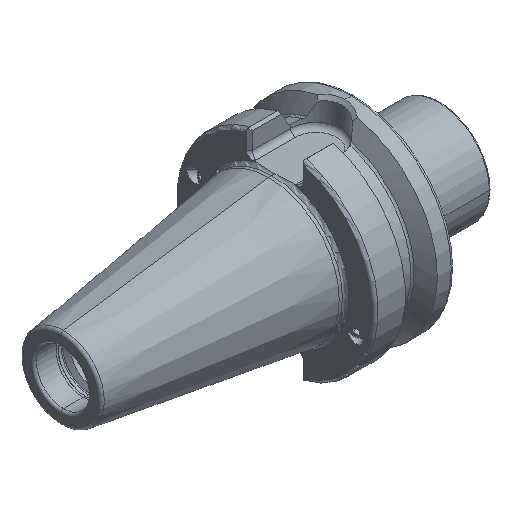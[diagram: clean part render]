
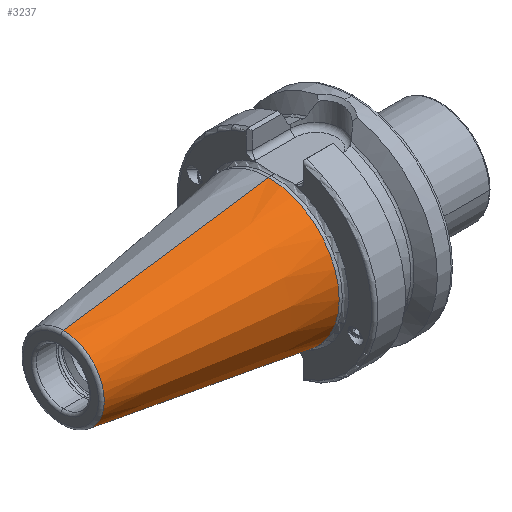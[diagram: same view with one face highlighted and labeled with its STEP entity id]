
A CAD part, isometric view. The second image highlights one B-rep face of the part: STEP entity #3237.
In plain terms, the highlighted conical face has half-angle 8.297 degrees and reference radius 22.225 mm.
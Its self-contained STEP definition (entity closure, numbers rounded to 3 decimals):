
#16 = DIRECTION ( 'NONE',  ( -1., 0., 0. ) ) ;
#56 = DIRECTION ( 'NONE',  ( 1., 0., 0. ) ) ;
#391 = VECTOR ( 'NONE', #4643, 1000. ) ;
#430 = VERTEX_POINT ( 'NONE', #5443 ) ;
#641 = VECTOR ( 'NONE', #4892, 1000. ) ;
#1190 = CARTESIAN_POINT ( 'NONE',  ( 0., 0., 22.225 ) ) ;
#1286 = EDGE_CURVE ( 'NONE', #3118, #5060, #1998, .T. ) ;
#1815 = CARTESIAN_POINT ( 'NONE',  ( 0., 0., -22.225 ) ) ;
#1998 = LINE ( 'NONE', #5106, #391 ) ;
#2065 = EDGE_CURVE ( 'NONE', #430, #3118, #2416, .T. ) ;
#2135 = EDGE_CURVE ( 'NONE', #430, #2645, #6659, .T. ) ;
#2416 = CIRCLE ( 'NONE', #3665, 12.812 ) ;
#2576 = DIRECTION ( 'NONE',  ( -1., 0., 0. ) ) ;
#2613 = ORIENTED_EDGE ( 'NONE', *, *, #2135, .T. ) ;
#2645 = VERTEX_POINT ( 'NONE', #1815 ) ;
#2912 = AXIS2_PLACEMENT_3D ( 'NONE', #5758, #2576, #6299 ) ;
#2923 = CIRCLE ( 'NONE', #2912, 22.225 ) ;
#2933 = ORIENTED_EDGE ( 'NONE', *, *, #1286, .F. ) ;
#3118 = VERTEX_POINT ( 'NONE', #6225 ) ;
#3202 = DIRECTION ( 'NONE',  ( 0., 0., -1. ) ) ;
#3227 = CARTESIAN_POINT ( 'NONE',  ( -64.544, 0., 0. ) ) ;
#3237 = ADVANCED_FACE ( 'NONE', ( #5270 ), #5100, .T. ) ;
#3571 = ORIENTED_EDGE ( 'NONE', *, *, #3722, .T. ) ;
#3665 = AXIS2_PLACEMENT_3D ( 'NONE', #3227, #16, #3754 ) ;
#3722 = EDGE_CURVE ( 'NONE', #2645, #5060, #2923, .T. ) ;
#3754 = DIRECTION ( 'NONE',  ( 0., 0., 1. ) ) ;
#4345 = CARTESIAN_POINT ( 'NONE',  ( 0., 0., -22.225 ) ) ;
#4643 = DIRECTION ( 'NONE',  ( 0.99, 0., 0.144 ) ) ;
#4892 = DIRECTION ( 'NONE',  ( 0.99, 0., -0.144 ) ) ;
#5060 = VERTEX_POINT ( 'NONE', #1190 ) ;
#5100 = CONICAL_SURFACE ( 'NONE', #5998, 22.225, 0.145 ) ;
#5106 = CARTESIAN_POINT ( 'NONE',  ( 0., 0., 22.225 ) ) ;
#5270 = FACE_OUTER_BOUND ( 'NONE', #5361, .T. ) ;
#5361 = EDGE_LOOP ( 'NONE', ( #2933, #6124, #2613, #3571 ) ) ;
#5443 = CARTESIAN_POINT ( 'NONE',  ( -64.544, 0., -12.812 ) ) ;
#5758 = CARTESIAN_POINT ( 'NONE',  ( 0., 0., 0. ) ) ;
#5998 = AXIS2_PLACEMENT_3D ( 'NONE', #6461, #56, #3202 ) ;
#6124 = ORIENTED_EDGE ( 'NONE', *, *, #2065, .F. ) ;
#6225 = CARTESIAN_POINT ( 'NONE',  ( -64.544, 0., 12.812 ) ) ;
#6299 = DIRECTION ( 'NONE',  ( 0., 0., 1. ) ) ;
#6461 = CARTESIAN_POINT ( 'NONE',  ( 0., 0., 0. ) ) ;
#6659 = LINE ( 'NONE', #4345, #641 ) ;
